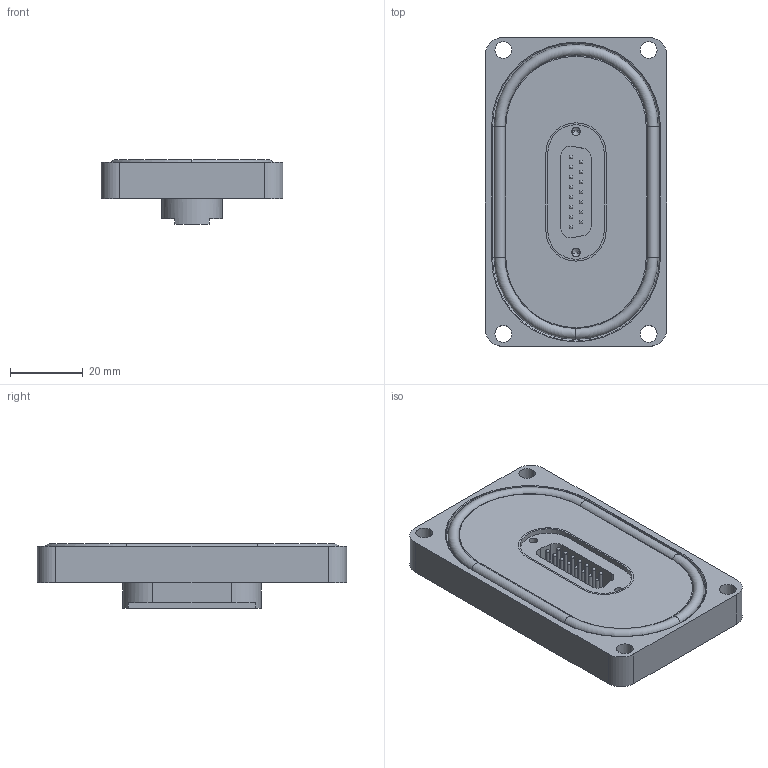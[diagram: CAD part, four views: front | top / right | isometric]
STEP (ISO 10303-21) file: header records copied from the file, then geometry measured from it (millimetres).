
FILE_DESCRIPTION (( 'STEP AP214' ), '1' );
FILE_NAME ('215-BP-D15-HC.STEP', '2019-03-22T10:05:09', ( 'allectra' ), ( 'Microsoft' ), 'SwSTEP 2.0', 'SolidWorks 2014', '' );
FILE_SCHEMA (( 'AUTOMOTIVE_DESIGN' ));
Length unit declared in the file: millimetre
Products named in the file (6): 370-VIT-61X3_BP-Flange; 218-D9-37-SS-HC_218-D15-SS-HC; 9210-PIN-FENI-CU_Pin vergoldet; 9218-D9-37-SS_15pin 1mm beschr. HC; 9215-BP-1_9215-BP-D15; 215-BP-D15-HC
Assembly tree (19 placements, depth 3):
  215-BP-D15-HC
    9215-BP-1_9215-BP-D15
    218-D9-37-SS-HC_218-D15-SS-HC
      9218-D9-37-SS_15pin 1mm beschr. HC
      9210-PIN-FENI-CU_Pin vergoldet  x15
    370-VIT-61X3_BP-Flange
Bounding box: 50 x 85 x 17.73 mm (x, y, z)
Volume: 41853.6 mm3; surface area: 18755 mm2
Topology: 18 solids, 18 shells, 422 faces, 1142 edges, 746 vertices
Faces by surface type: plane 179, cylinder 154, bspline 37, sphere 30, torus 14, cone 8
Entity records: 13406 total; most frequent: CARTESIAN_POINT 3880, ORIENTED_EDGE 1920, DIRECTION 1862, EDGE_CURVE 960, VERTEX_POINT 630, AXIS2_PLACEMENT_3D 624, LINE 614, VECTOR 614
